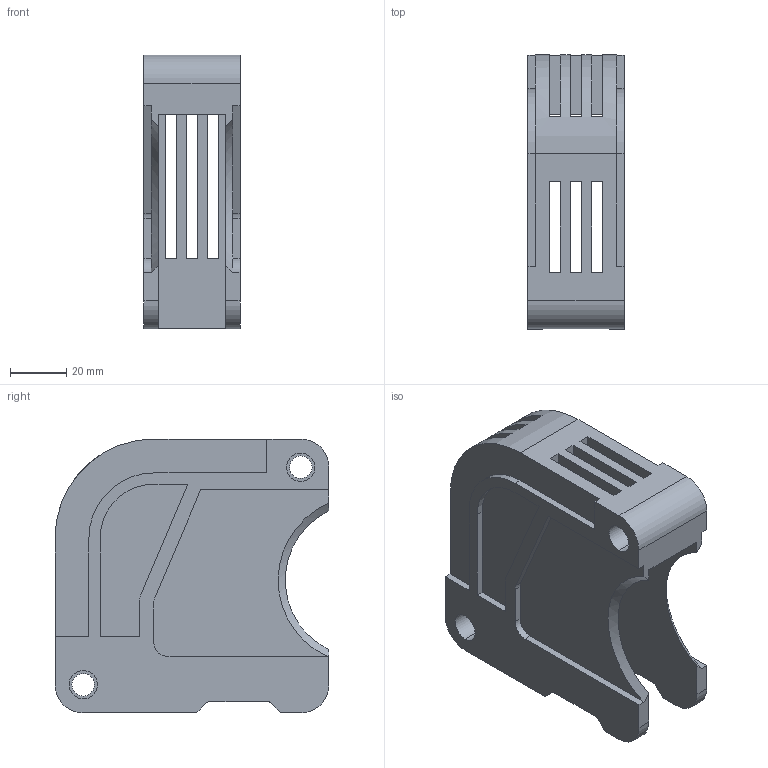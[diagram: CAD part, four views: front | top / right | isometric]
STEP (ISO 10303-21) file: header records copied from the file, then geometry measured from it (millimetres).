
FILE_DESCRIPTION (( 'STEP AP214' ), '1' );
FILE_NAME ('Äóãîãàñèòåëüíàÿ êàìåðà äëÿ ÊÒ - 6013.STEP', '2016-12-25T19:52:06', ( '' ), ( '' ), 'SwSTEP 2.0', 'SolidWorks 2014', '' );
FILE_SCHEMA (( 'AUTOMOTIVE_DESIGN' ));
Length unit declared in the file: millimetre
Products named in the file (1): Äóãîãàñèòåëüíàÿ êàìåðà äëÿ ÊÒ - 6013
Bounding box: 34 x 97 x 97 mm (x, y, z)
Volume: 109886.3 mm3; surface area: 52678.3 mm2
Topology: 1 solids, 1 shells, 117 faces, 345 edges, 230 vertices
Faces by surface type: plane 80, cylinder 35, cone 2
Entity records: 3971 total; most frequent: CARTESIAN_POINT 711, ORIENTED_EDGE 690, DIRECTION 655, EDGE_CURVE 345, VECTOR 259, LINE 259, VERTEX_POINT 230, AXIS2_PLACEMENT_3D 198
